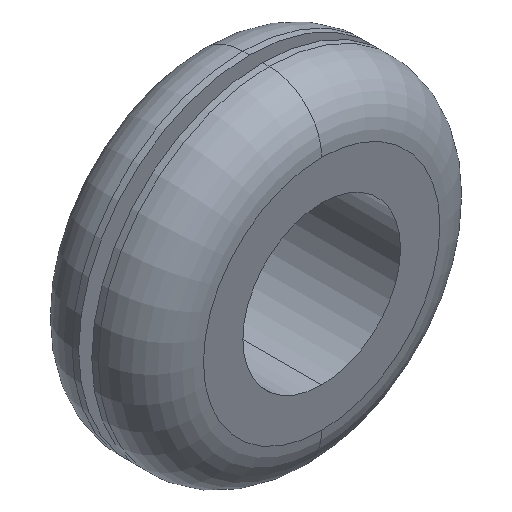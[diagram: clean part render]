
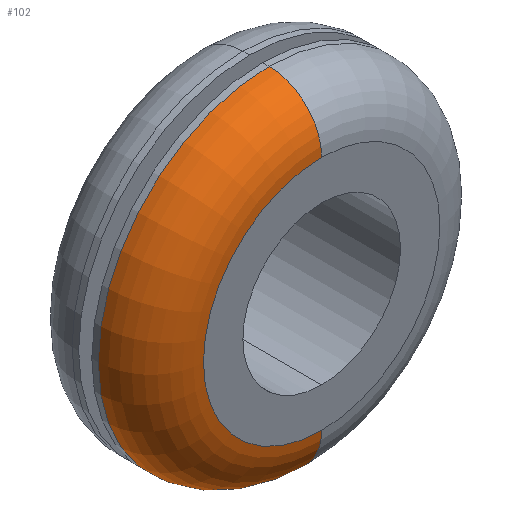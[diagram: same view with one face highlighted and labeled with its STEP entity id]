
A CAD part, isometric view. The second image highlights one B-rep face of the part: STEP entity #102.
In plain terms, the highlighted toroidal (fillet/blend) face has major radius 9 mm and minor radius 4 mm.
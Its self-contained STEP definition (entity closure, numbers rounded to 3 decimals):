
#10 = EDGE_CURVE ( 'NONE', #46, #23, #89, .T. ) ;
#23 = VERTEX_POINT ( 'NONE', #123 ) ;
#39 = VERTEX_POINT ( 'NONE', #112 ) ;
#40 = EDGE_CURVE ( 'NONE', #41, #39, #111, .T. ) ;
#41 = VERTEX_POINT ( 'NONE', #106 ) ;
#46 = VERTEX_POINT ( 'NONE', #155 ) ;
#86 = DIRECTION ( 'NONE',  ( 0., 0., -1. ) ) ;
#87 = DIRECTION ( 'NONE',  ( 1., 0., 0. ) ) ;
#88 = AXIS2_PLACEMENT_3D ( 'NONE', #96, #87, #86 ) ;
#89 = CIRCLE ( 'NONE', #88, 4. ) ;
#96 = CARTESIAN_POINT ( 'NONE',  ( 0., -1., -9. ) ) ;
#102 = ADVANCED_FACE ( 'NONE', ( #313 ), #315, .T. ) ;
#106 = CARTESIAN_POINT ( 'NONE',  ( 0., -5., 9. ) ) ;
#107 = DIRECTION ( 'NONE',  ( 0., 0., 1. ) ) ;
#108 = DIRECTION ( 'NONE',  ( -1., 0., 0. ) ) ;
#109 = CARTESIAN_POINT ( 'NONE',  ( 0., -1., 9. ) ) ;
#110 = AXIS2_PLACEMENT_3D ( 'NONE', #109, #108, #107 ) ;
#111 = CIRCLE ( 'NONE', #110, 4. ) ;
#112 = CARTESIAN_POINT ( 'NONE',  ( 0., -1., 13. ) ) ;
#123 = CARTESIAN_POINT ( 'NONE',  ( 0., -1., -13. ) ) ;
#141 = ORIENTED_EDGE ( 'NONE', *, *, #208, .F. ) ;
#143 = ORIENTED_EDGE ( 'NONE', *, *, #10, .F. ) ;
#155 = CARTESIAN_POINT ( 'NONE',  ( 0., -5., -9. ) ) ;
#208 = EDGE_CURVE ( 'NONE', #23, #39, #333, .T. ) ;
#218 = EDGE_LOOP ( 'NONE', ( #143, #269, #267, #141 ) ) ;
#266 = EDGE_CURVE ( 'NONE', #46, #41, #426, .T. ) ;
#267 = ORIENTED_EDGE ( 'NONE', *, *, #40, .T. ) ;
#269 = ORIENTED_EDGE ( 'NONE', *, *, #266, .T. ) ;
#311 = DIRECTION ( 'NONE',  ( 0., 0., 1. ) ) ;
#312 = DIRECTION ( 'NONE',  ( 0., 1., 0. ) ) ;
#313 = FACE_OUTER_BOUND ( 'NONE', #218, .T. ) ;
#315 = TOROIDAL_SURFACE ( 'NONE', #317, 9., 4. ) ;
#316 = CARTESIAN_POINT ( 'NONE',  ( 0., -1., 0. ) ) ;
#317 = AXIS2_PLACEMENT_3D ( 'NONE', #316, #312, #311 ) ;
#330 = DIRECTION ( 'NONE',  ( 0., 0., 1. ) ) ;
#331 = DIRECTION ( 'NONE',  ( 0., 1., 0. ) ) ;
#332 = AXIS2_PLACEMENT_3D ( 'NONE', #339, #331, #330 ) ;
#333 = CIRCLE ( 'NONE', #332, 13. ) ;
#339 = CARTESIAN_POINT ( 'NONE',  ( 0., -1., 0. ) ) ;
#405 = DIRECTION ( 'NONE',  ( 0., 0., 1. ) ) ;
#426 = CIRCLE ( 'NONE', #429, 9. ) ;
#427 = DIRECTION ( 'NONE',  ( 0., 1., 0. ) ) ;
#428 = CARTESIAN_POINT ( 'NONE',  ( 0., -5., 0. ) ) ;
#429 = AXIS2_PLACEMENT_3D ( 'NONE', #428, #427, #405 ) ;
